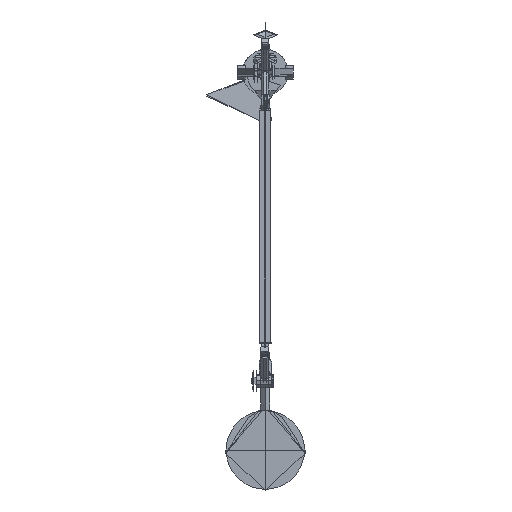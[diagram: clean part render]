
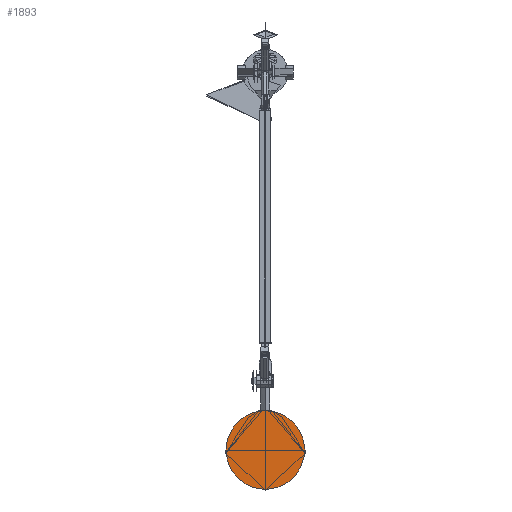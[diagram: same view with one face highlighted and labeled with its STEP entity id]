
A CAD part, left-side view. The second image highlights one B-rep face of the part: STEP entity #1893.
In plain terms, the highlighted planar face has unit normal (1, 0, 0).
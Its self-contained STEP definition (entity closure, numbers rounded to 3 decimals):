
#1893=ADVANCED_FACE('',(#2468),#13814,.T.);
#2468=FACE_OUTER_BOUND('',#3043,.T.);
#3043=EDGE_LOOP('',(#3622,#3623));
#3622=ORIENTED_EDGE('',*,*,#6205,.T.);
#3623=ORIENTED_EDGE('',*,*,#6208,.T.);
#6205=EDGE_CURVE('',#11181,#11184,#8681,.T.);
#6208=EDGE_CURVE('',#11184,#11181,#8683,.T.);
#8681=(
BOUNDED_CURVE()
B_SPLINE_CURVE(2,(#15569,#15570,#15571,#15572,#15573),.UNSPECIFIED.,.F.,
 .F.)
B_SPLINE_CURVE_WITH_KNOTS((3,2,3),(-150.796,-75.398,0.),
 .UNSPECIFIED.)
CURVE()
GEOMETRIC_REPRESENTATION_ITEM()
RATIONAL_B_SPLINE_CURVE((1.,0.707,1.,0.707,1.))
REPRESENTATION_ITEM('')
);
#8683=(
BOUNDED_CURVE()
B_SPLINE_CURVE(2,(#15581,#15582,#15583,#15584,#15585),.UNSPECIFIED.,.F.,
 .F.)
B_SPLINE_CURVE_WITH_KNOTS((3,2,3),(0.,75.398,150.796),
 .UNSPECIFIED.)
CURVE()
GEOMETRIC_REPRESENTATION_ITEM()
RATIONAL_B_SPLINE_CURVE((1.,0.707,1.,0.707,1.))
REPRESENTATION_ITEM('')
);
#11181=VERTEX_POINT('',#15558);
#11184=VERTEX_POINT('',#15561);
#13814=PLANE('',#14708);
#14708=AXIS2_PLACEMENT_3D('',#15537,#15076,$);
#15076=DIRECTION('',(1.,0.,0.));
#15537=CARTESIAN_POINT('',(-155.711,-48.942,-35.223));
#15558=CARTESIAN_POINT('',(-155.711,-47.982,13.737));
#15561=CARTESIAN_POINT('',(-155.711,48.018,13.737));
#15569=CARTESIAN_POINT('',(-155.711,-47.982,13.737));
#15570=CARTESIAN_POINT('',(-155.711,-47.982,-34.263));
#15571=CARTESIAN_POINT('',(-155.711,0.018,-34.263));
#15572=CARTESIAN_POINT('',(-155.711,48.018,-34.263));
#15573=CARTESIAN_POINT('',(-155.711,48.018,13.737));
#15581=CARTESIAN_POINT('',(-155.711,48.018,13.737));
#15582=CARTESIAN_POINT('',(-155.711,48.018,61.737));
#15583=CARTESIAN_POINT('',(-155.711,0.018,61.737));
#15584=CARTESIAN_POINT('',(-155.711,-47.982,61.737));
#15585=CARTESIAN_POINT('',(-155.711,-47.982,13.737));
